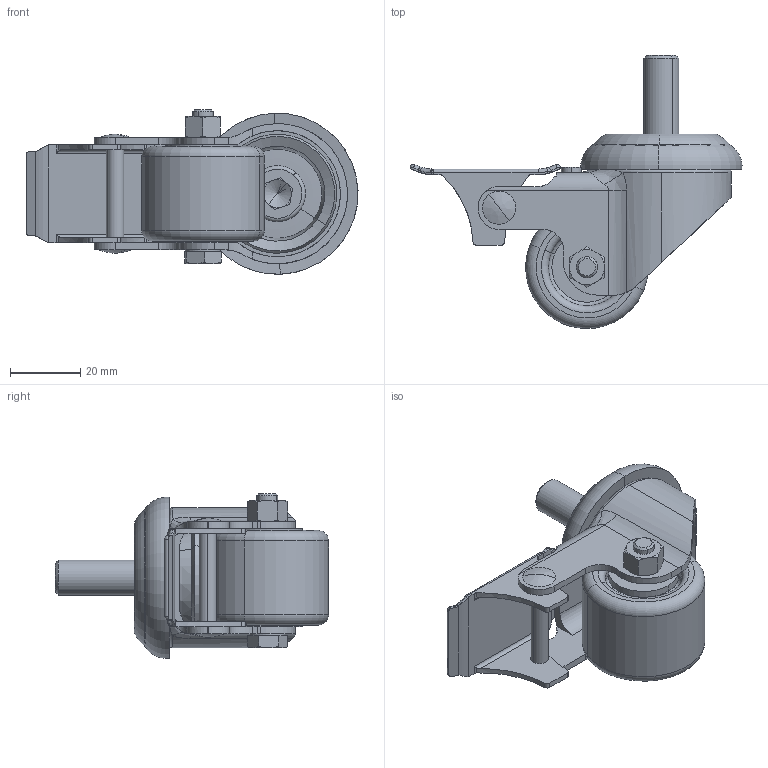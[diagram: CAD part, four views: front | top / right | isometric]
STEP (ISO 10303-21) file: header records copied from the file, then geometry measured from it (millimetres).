
FILE_DESCRIPTION (( 'STEP AP214' ), '1' );
FILE_NAME ('A312 Êîëåñî ñ òîðìîçîì O35 Ì10õ20.STEP', '2019-05-24T12:33:19', ( 'Ïîëüçîâàòåëü Windows' ), ( '' ), 'SwSTEP 2.0', 'SolidWorks 2018', '' );
FILE_SCHEMA (( 'AUTOMOTIVE_DESIGN' ));
Length unit declared in the file: millimetre
Products named in the file (10): 扻錼勷_00; 秬謽鍡_00; hex bolt gradeab_din_DIN EN 24014 - M6 x 40 x 18-N; Êðûøêà_00; 瓔螵00; hex nut gradec_din_Hexagon Nut ISO 4034 - M6 - N; socket head cap screw_din_DIN 912 M10 x 35 --- 35N; A312 Êîëåñî ñ òîðìîçîì O35 Ì10õ20; 昢膼瘔膻嬅00; ﾇ瓊頸濱00
Assembly tree (10 placements, depth 2):
  A312 Êîëåñî ñ òîðìîçîì O35 Ì10õ20
    昢膼瘔膻嬅00
    瓔螵00
    Êðûøêà_00
    扻錼勷_00
    ﾇ瓊頸濱00  x2
    hex bolt gradeab_din_DIN EN 24014 - M6 x 40 x 18-N
    hex nut gradec_din_Hexagon Nut ISO 4034 - M6 - N
    socket head cap screw_din_DIN 912 M10 x 35 --- 35N
    秬謽鍡_00
Bounding box: 94.77 x 77.98 x 47.01 mm (x, y, z)
Volume: 50210.8 mm3; surface area: 32213 mm2
Topology: 11 solids, 11 shells, 317 faces, 757 edges, 454 vertices
Faces by surface type: cylinder 112, plane 98, cone 42, torus 42, bspline 15, sphere 8
Entity records: 10557 total; most frequent: CARTESIAN_POINT 2988, DIRECTION 1540, ORIENTED_EDGE 1450, EDGE_CURVE 725, AXIS2_PLACEMENT_3D 629, VERTEX_POINT 440, EDGE_LOOP 337, CIRCLE 320
